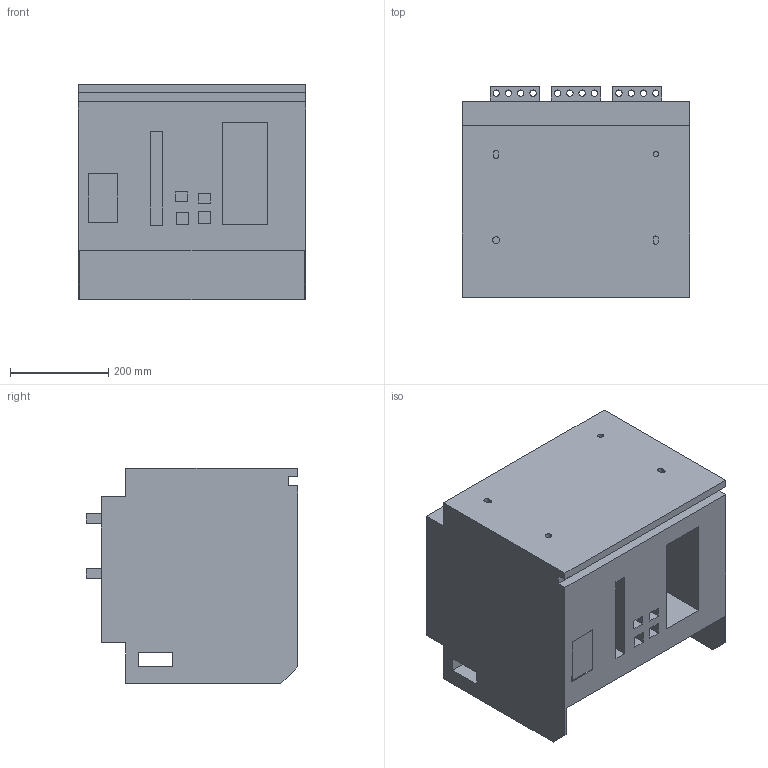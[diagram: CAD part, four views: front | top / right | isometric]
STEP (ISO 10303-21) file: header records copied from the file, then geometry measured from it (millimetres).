
FILE_DESCRIPTION((''),'2;1');
FILE_NAME('NXA32-C-1600-2500-3S','2019-04-25T',('wqli'),(''),'CREO PARAMETRIC BY PTC INC, 2015480','CREO PARAMETRIC BY PTC INC, 2015480','');
FILE_SCHEMA(('CONFIG_CONTROL_DESIGN'));
Length unit declared in the file: millimetre
Products named in the file (1): NXA32-C-1600-2500-3S
Bounding box: 463 x 430 x 438.5 mm (x, y, z)
Volume: 69859861.8 mm3; surface area: 1436487.5 mm2
Topology: 1 solids, 1 shells, 153 faces, 402 edges, 268 vertices
Faces by surface type: plane 97, cylinder 56
Entity records: 4866 total; most frequent: CARTESIAN_POINT 823, DIRECTION 820, ORIENTED_EDGE 804, EDGE_CURVE 402, VECTOR 290, LINE 290, VERTEX_POINT 268, AXIS2_PLACEMENT_3D 265
